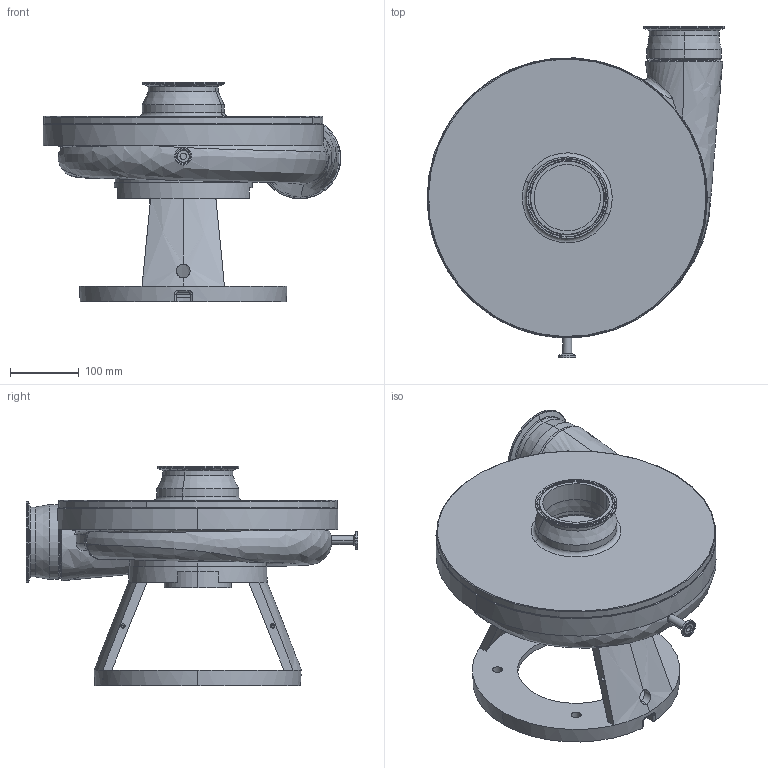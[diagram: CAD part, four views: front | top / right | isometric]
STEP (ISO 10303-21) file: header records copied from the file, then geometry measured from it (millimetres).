
FILE_DESCRIPTION (( 'STEP AP214' ), '1' );
FILE_NAME ('FPR 1161 280TSC VERT 1-2 IN STR DRAIN.STEP', '2023-04-28T17:50:24', ( '' ), ( '' ), 'SwSTEP 2.0', 'SolidWorks 2023', '' );
FILE_SCHEMA (( 'AUTOMOTIVE_DESIGN' ));
Length unit declared in the file: millimetre
Products named in the file (1): FPR 1161 280TSC VERT 1-2 IN STR DRAIN
Bounding box: 433.45 x 483 x 320 mm (x, y, z)
Volume: 12087894.5 mm3; surface area: 787980.6 mm2
Topology: 1 solids, 1 shells, 494 faces, 1228 edges, 765 vertices
Faces by surface type: plane 131, cylinder 127, bspline 117, torus 75, cone 40, sphere 4
Entity records: 27372 total; most frequent: CARTESIAN_POINT 16217, ORIENTED_EDGE 2430, DIRECTION 2110, EDGE_CURVE 1215, AXIS2_PLACEMENT_3D 819, VERTEX_POINT 762, EDGE_LOOP 563, FACE_OUTER_BOUND 494
